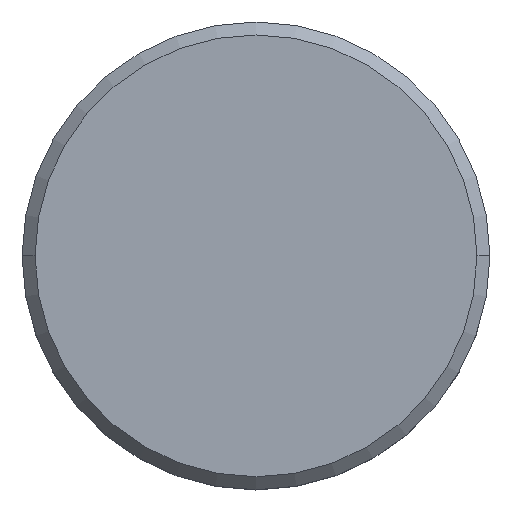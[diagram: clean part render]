
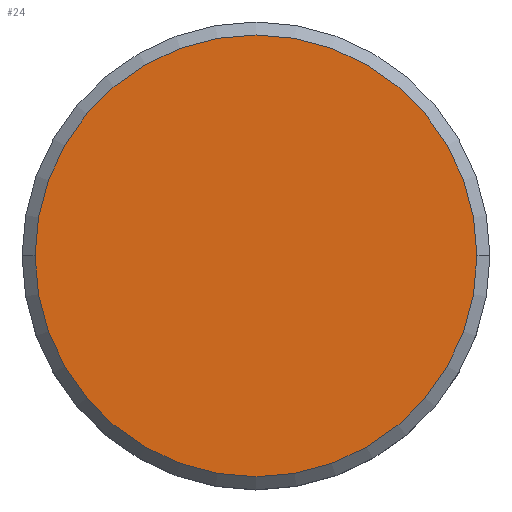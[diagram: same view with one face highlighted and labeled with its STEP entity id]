
A CAD part, top view. The second image highlights one B-rep face of the part: STEP entity #24.
In plain terms, the highlighted planar face has unit normal (0, 0, 1).
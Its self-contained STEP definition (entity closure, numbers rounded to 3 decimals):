
#9 = CARTESIAN_POINT ( 'NONE',  ( -8.5, 0., 0. ) ) ;
#21 = CIRCLE ( 'NONE', #350, 8.5 ) ;
#22 = CARTESIAN_POINT ( 'NONE',  ( 0., 0., 0. ) ) ;
#24 = ADVANCED_FACE ( 'NONE', ( #200 ), #431, .T. ) ;
#63 = ORIENTED_EDGE ( 'NONE', *, *, #422, .T. ) ;
#104 = DIRECTION ( 'NONE',  ( 1., 0., 0. ) ) ;
#194 = DIRECTION ( 'NONE',  ( 1., 0., 0. ) ) ;
#200 = FACE_OUTER_BOUND ( 'NONE', #457, .T. ) ;
#237 = DIRECTION ( 'NONE',  ( 0., 0., 1. ) ) ;
#258 = ORIENTED_EDGE ( 'NONE', *, *, #346, .T. ) ;
#298 = CARTESIAN_POINT ( 'NONE',  ( 8.5, 0., 0. ) ) ;
#303 = CARTESIAN_POINT ( 'NONE',  ( 0., 0., 0. ) ) ;
#334 = CIRCLE ( 'NONE', #408, 8.5 ) ;
#346 = EDGE_CURVE ( 'NONE', #378, #588, #334, .T. ) ;
#350 = AXIS2_PLACEMENT_3D ( 'NONE', #303, #403, #585 ) ;
#378 = VERTEX_POINT ( 'NONE', #9 ) ;
#403 = DIRECTION ( 'NONE',  ( 0., 0., 1. ) ) ;
#408 = AXIS2_PLACEMENT_3D ( 'NONE', #514, #237, #104 ) ;
#422 = EDGE_CURVE ( 'NONE', #588, #378, #21, .T. ) ;
#431 = PLANE ( 'NONE',  #436 ) ;
#436 = AXIS2_PLACEMENT_3D ( 'NONE', #22, #575, #194 ) ;
#457 = EDGE_LOOP ( 'NONE', ( #258, #63 ) ) ;
#514 = CARTESIAN_POINT ( 'NONE',  ( 0., 0., 0. ) ) ;
#575 = DIRECTION ( 'NONE',  ( 0., 0., 1. ) ) ;
#585 = DIRECTION ( 'NONE',  ( 1., 0., 0. ) ) ;
#588 = VERTEX_POINT ( 'NONE', #298 ) ;
